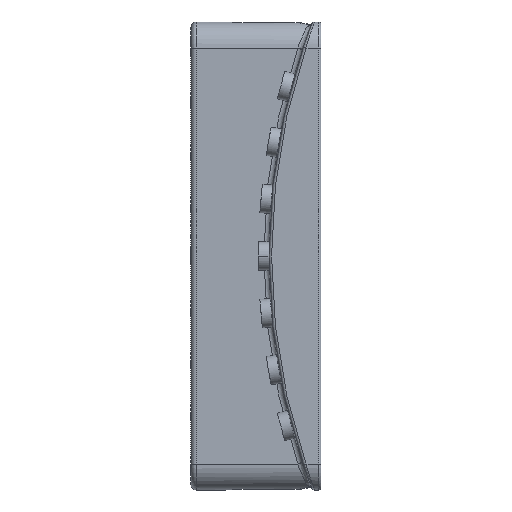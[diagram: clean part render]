
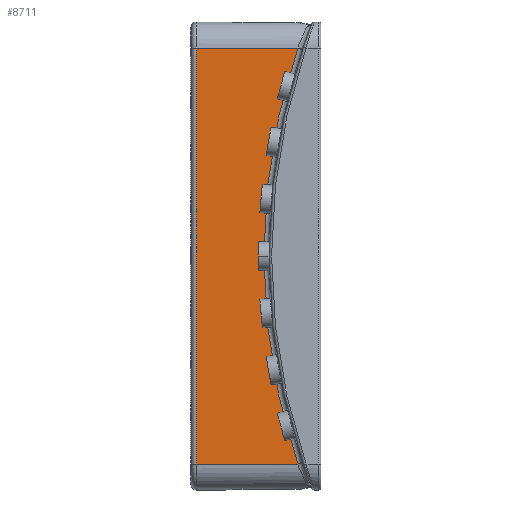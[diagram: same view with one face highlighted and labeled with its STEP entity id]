
A CAD part, left-side view. The second image highlights one B-rep face of the part: STEP entity #8711.
In plain terms, the highlighted planar face has unit normal (-1, 0, 0).
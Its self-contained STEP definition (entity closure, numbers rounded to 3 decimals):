
#161 = VECTOR ( 'NONE', #2877, 1000. ) ;
#1022 = ORIENTED_EDGE ( 'NONE', *, *, #2096, .T. ) ;
#1191 = CARTESIAN_POINT ( 'NONE',  ( 35., 24., -45. ) ) ;
#2013 = AXIS2_PLACEMENT_3D ( 'NONE', #4839, #3940, #4008 ) ;
#2096 = EDGE_CURVE ( 'NONE', #6242, #12500, #8150, .T. ) ;
#2363 = LINE ( 'NONE', #10116, #9687 ) ;
#2379 = DIRECTION ( 'NONE',  ( 0., 0., -1. ) ) ;
#2445 = ORIENTED_EDGE ( 'NONE', *, *, #7256, .T. ) ;
#2877 = DIRECTION ( 'NONE',  ( 0., 1., 0. ) ) ;
#3940 = DIRECTION ( 'NONE',  ( -1., 0., 0. ) ) ;
#4008 = DIRECTION ( 'NONE',  ( 0., 0., 1. ) ) ;
#4804 = CARTESIAN_POINT ( 'NONE',  ( 35., 4.482, -40. ) ) ;
#4839 = CARTESIAN_POINT ( 'NONE',  ( 35., 10., -45. ) ) ;
#6147 = VERTEX_POINT ( 'NONE', #8562 ) ;
#6242 = VERTEX_POINT ( 'NONE', #10630 ) ;
#6291 = EDGE_CURVE ( 'NONE', #6147, #6242, #7897, .T. ) ;
#6836 = CARTESIAN_POINT ( 'NONE',  ( 35., 24., -40. ) ) ;
#6885 = CARTESIAN_POINT ( 'NONE',  ( 35., 25., 40. ) ) ;
#6926 = PLANE ( 'NONE',  #2013 ) ;
#7256 = EDGE_CURVE ( 'NONE', #7893, #6147, #8500, .T. ) ;
#7377 = EDGE_CURVE ( 'NONE', #12500, #7893, #2363, .T. ) ;
#7893 = VERTEX_POINT ( 'NONE', #4804 ) ;
#7897 = LINE ( 'NONE', #6885, #161 ) ;
#8150 = LINE ( 'NONE', #1191, #10341 ) ;
#8203 = CARTESIAN_POINT ( 'NONE',  ( 35., -115., 0. ) ) ;
#8269 = DIRECTION ( 'NONE',  ( 1., 0., 0. ) ) ;
#8500 = CIRCLE ( 'NONE', #10931, 126. ) ;
#8562 = CARTESIAN_POINT ( 'NONE',  ( 35., 4.482, 40. ) ) ;
#8711 = ADVANCED_FACE ( 'NONE', ( #8773 ), #6926, .T. ) ;
#8773 = FACE_OUTER_BOUND ( 'NONE', #10616, .T. ) ;
#9687 = VECTOR ( 'NONE', #11897, 1000. ) ;
#10116 = CARTESIAN_POINT ( 'NONE',  ( 35., 10., -40. ) ) ;
#10341 = VECTOR ( 'NONE', #2379, 1000. ) ;
#10616 = EDGE_LOOP ( 'NONE', ( #10711, #2445, #10728, #1022 ) ) ;
#10630 = CARTESIAN_POINT ( 'NONE',  ( 35., 24., 40. ) ) ;
#10711 = ORIENTED_EDGE ( 'NONE', *, *, #7377, .T. ) ;
#10728 = ORIENTED_EDGE ( 'NONE', *, *, #6291, .T. ) ;
#10931 = AXIS2_PLACEMENT_3D ( 'NONE', #8203, #8269, #11004 ) ;
#11004 = DIRECTION ( 'NONE',  ( 0., 0., 1. ) ) ;
#11897 = DIRECTION ( 'NONE',  ( 0., -1., 0. ) ) ;
#12500 = VERTEX_POINT ( 'NONE', #6836 ) ;
